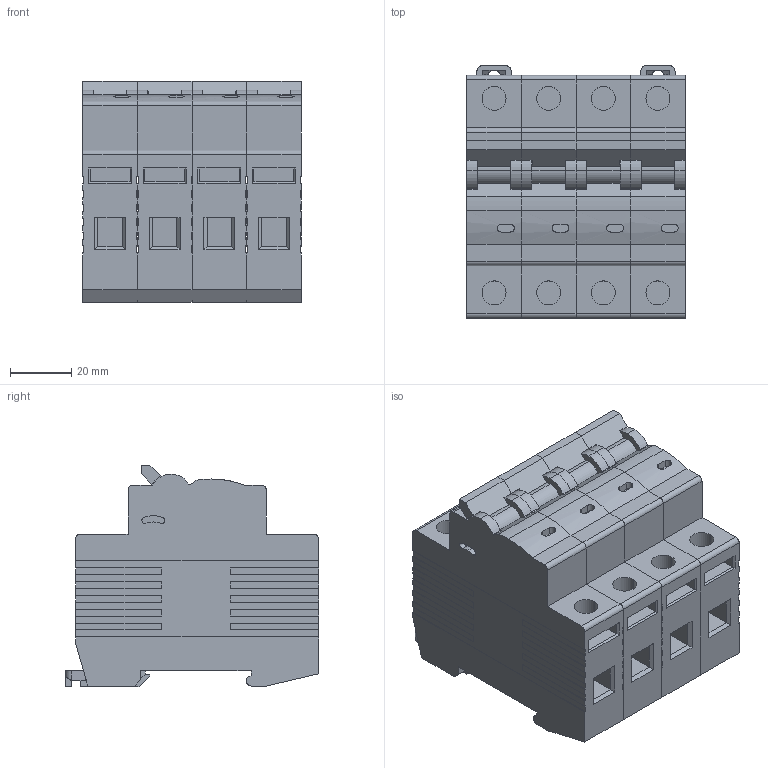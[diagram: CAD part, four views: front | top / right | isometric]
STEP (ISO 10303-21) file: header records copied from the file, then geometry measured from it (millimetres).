
FILE_DESCRIPTION (( 'STEP AP214' ), '1' );
FILE_NAME ('MVA20-4.STEP', '2025-02-06T11:18:58', ( '' ), ( '' ), 'SwSTEP 2.0', 'SolidWorks 2022', '' );
FILE_SCHEMA (( 'AUTOMOTIVE_DESIGN' ));
Length unit declared in the file: millimetre
Products named in the file (1): MVA20-4
Bounding box: 71.2 x 82.5 x 72.35 mm (x, y, z)
Volume: 296339.6 mm3; surface area: 69745.9 mm2
Topology: 4 solids, 6 shells, 988 faces, 2752 edges, 1818 vertices
Faces by surface type: plane 854, cylinder 134
Entity records: 32515 total; most frequent: CARTESIAN_POINT 5747, ORIENTED_EDGE 5504, DIRECTION 4960, EDGE_CURVE 2752, LINE 2466, VECTOR 2466, VERTEX_POINT 1818, AXIS2_PLACEMENT_3D 1247
